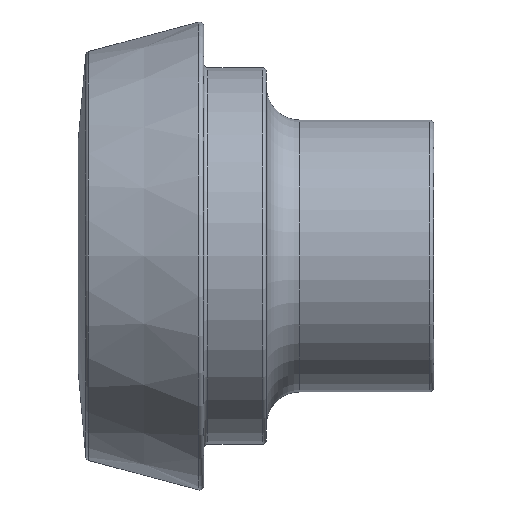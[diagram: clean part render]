
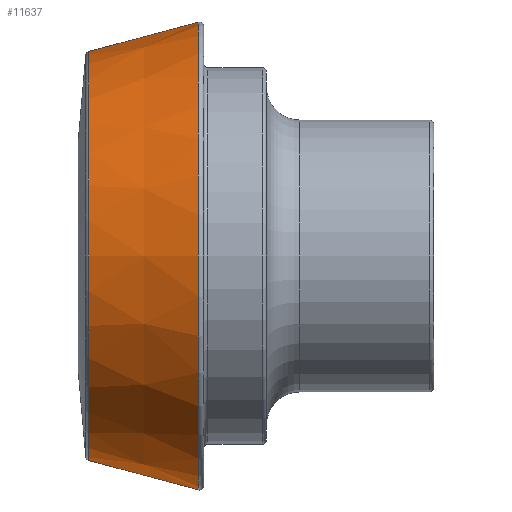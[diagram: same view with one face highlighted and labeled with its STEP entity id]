
A CAD part, front view. The second image highlights one B-rep face of the part: STEP entity #11637.
In plain terms, the highlighted conical face has half-angle 15 degrees and reference radius 11.25 mm.
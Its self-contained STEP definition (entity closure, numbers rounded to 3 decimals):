
#201 = EDGE_LOOP ( 'NONE', ( #12115, #5533, #2140, #11550 ) ) ;
#745 = CARTESIAN_POINT ( 'NONE',  ( 5.748, 0., -11.183 ) ) ;
#821 = EDGE_CURVE ( 'NONE', #2504, #4317, #10952, .T. ) ;
#1043 = EDGE_CURVE ( 'NONE', #2504, #8035, #5128, .T. ) ;
#1175 = CARTESIAN_POINT ( 'NONE',  ( 5.748, 0., 11.183 ) ) ;
#1243 = DIRECTION ( 'NONE',  ( 0., 0., 1. ) ) ;
#1383 = VECTOR ( 'NONE', #1551, 1000. ) ;
#1551 = DIRECTION ( 'NONE',  ( 0.966, 0., -0.259 ) ) ;
#1669 = CONICAL_SURFACE ( 'NONE', #9096, 11.25, 0.262 ) ;
#2140 = ORIENTED_EDGE ( 'NONE', *, *, #11297, .T. ) ;
#2299 = AXIS2_PLACEMENT_3D ( 'NONE', #7597, #11794, #1243 ) ;
#2486 = DIRECTION ( 'NONE',  ( 1., 0., 0. ) ) ;
#2504 = VERTEX_POINT ( 'NONE', #9617 ) ;
#3673 = CARTESIAN_POINT ( 'NONE',  ( 0.506, 0., 0. ) ) ;
#3966 = LINE ( 'NONE', #11263, #1383 ) ;
#4317 = VERTEX_POINT ( 'NONE', #1175 ) ;
#4827 = DIRECTION ( 'NONE',  ( 0., 0., 1. ) ) ;
#5128 = CIRCLE ( 'NONE', #8381, 9.778 ) ;
#5443 = DIRECTION ( 'NONE',  ( 0., 0., -1. ) ) ;
#5533 = ORIENTED_EDGE ( 'NONE', *, *, #1043, .T. ) ;
#7455 = CARTESIAN_POINT ( 'NONE',  ( 6., 0., 0. ) ) ;
#7597 = CARTESIAN_POINT ( 'NONE',  ( 5.748, 0., 0. ) ) ;
#7700 = EDGE_CURVE ( 'NONE', #9913, #4317, #9532, .T. ) ;
#8035 = VERTEX_POINT ( 'NONE', #9700 ) ;
#8381 = AXIS2_PLACEMENT_3D ( 'NONE', #3673, #10627, #4827 ) ;
#9096 = AXIS2_PLACEMENT_3D ( 'NONE', #7455, #2486, #5443 ) ;
#9532 = CIRCLE ( 'NONE', #2299, 11.183 ) ;
#9617 = CARTESIAN_POINT ( 'NONE',  ( 0.506, 0., 9.778 ) ) ;
#9700 = CARTESIAN_POINT ( 'NONE',  ( 0.506, 0., -9.778 ) ) ;
#9913 = VERTEX_POINT ( 'NONE', #745 ) ;
#10004 = VECTOR ( 'NONE', #11245, 1000. ) ;
#10019 = FACE_OUTER_BOUND ( 'NONE', #201, .T. ) ;
#10627 = DIRECTION ( 'NONE',  ( 1., 0., 0. ) ) ;
#10952 = LINE ( 'NONE', #11374, #10004 ) ;
#11245 = DIRECTION ( 'NONE',  ( 0.966, 0., 0.259 ) ) ;
#11263 = CARTESIAN_POINT ( 'NONE',  ( 6., 0., -11.25 ) ) ;
#11297 = EDGE_CURVE ( 'NONE', #8035, #9913, #3966, .T. ) ;
#11374 = CARTESIAN_POINT ( 'NONE',  ( 6., 0., 11.25 ) ) ;
#11550 = ORIENTED_EDGE ( 'NONE', *, *, #7700, .T. ) ;
#11637 = ADVANCED_FACE ( 'NONE', ( #10019 ), #1669, .T. ) ;
#11794 = DIRECTION ( 'NONE',  ( -1., 0., 0. ) ) ;
#12115 = ORIENTED_EDGE ( 'NONE', *, *, #821, .F. ) ;
